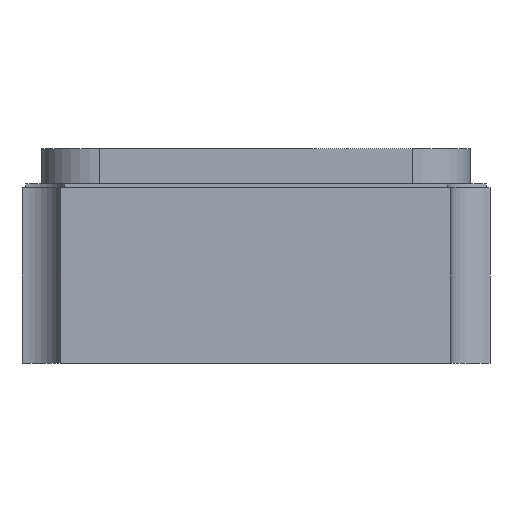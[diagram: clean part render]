
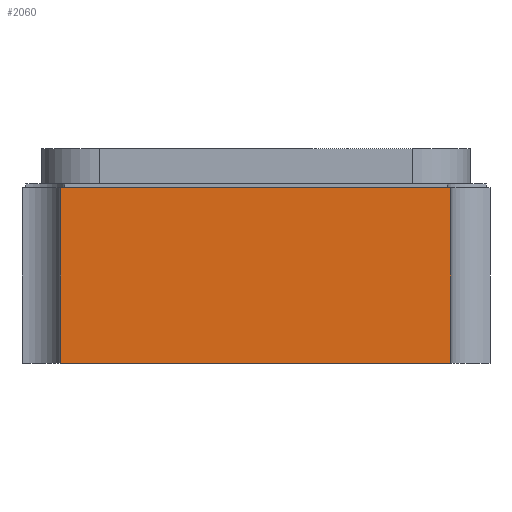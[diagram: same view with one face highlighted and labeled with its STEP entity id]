
A CAD part, left-side view. The second image highlights one B-rep face of the part: STEP entity #2060.
In plain terms, the highlighted planar face has unit normal (-1, 0, 0).
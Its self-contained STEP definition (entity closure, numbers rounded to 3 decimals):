
#249=ORIENTED_EDGE('',*,*,#841,.T.);
#250=ORIENTED_EDGE('',*,*,#862,.F.);
#251=ORIENTED_EDGE('',*,*,#863,.F.);
#252=ORIENTED_EDGE('',*,*,#860,.T.);
#841=EDGE_CURVE('',#1153,#1152,#1358,.T.);
#860=EDGE_CURVE('',#1167,#1153,#1373,.T.);
#862=EDGE_CURVE('',#1168,#1152,#1374,.T.);
#863=EDGE_CURVE('',#1167,#1168,#1375,.T.);
#1152=VERTEX_POINT('',#3446);
#1153=VERTEX_POINT('',#3448);
#1167=VERTEX_POINT('',#3486);
#1168=VERTEX_POINT('',#3490);
#1358=LINE('',#3447,#1521);
#1373=LINE('',#3485,#1536);
#1374=LINE('',#3489,#1537);
#1375=LINE('',#3491,#1538);
#1521=VECTOR('',#3006,1000.);
#1536=VECTOR('',#3039,1000.);
#1537=VECTOR('',#3044,1000.);
#1538=VECTOR('',#3045,1000.);
#1687=EDGE_LOOP('',(#249,#250,#251,#252));
#1826=FACE_BOUND('',#1687,.T.);
#1960=PLANE('',#2870);
#2060=ADVANCED_FACE('',(#1826),#1960,.F.);
#2870=AXIS2_PLACEMENT_3D('',#3488,#3042,#3043);
#3006=DIRECTION('',(0.,-1.,0.));
#3039=DIRECTION('',(0.,0.,-1.));
#3042=DIRECTION('',(1.,0.,0.));
#3043=DIRECTION('',(0.,0.,-1.));
#3044=DIRECTION('',(0.,0.,-1.));
#3045=DIRECTION('',(0.,-1.,0.));
#3446=CARTESIAN_POINT('',(-1.,-0.5,0.));
#3447=CARTESIAN_POINT('',(-1.,0.5,0.));
#3448=CARTESIAN_POINT('',(-1.,0.5,0.));
#3485=CARTESIAN_POINT('',(-1.,0.5,0.45));
#3486=CARTESIAN_POINT('',(-1.,0.5,0.45));
#3488=CARTESIAN_POINT('',(-1.,0.5,0.45));
#3489=CARTESIAN_POINT('',(-1.,-0.5,0.45));
#3490=CARTESIAN_POINT('',(-1.,-0.5,0.45));
#3491=CARTESIAN_POINT('',(-1.,0.5,0.45));
